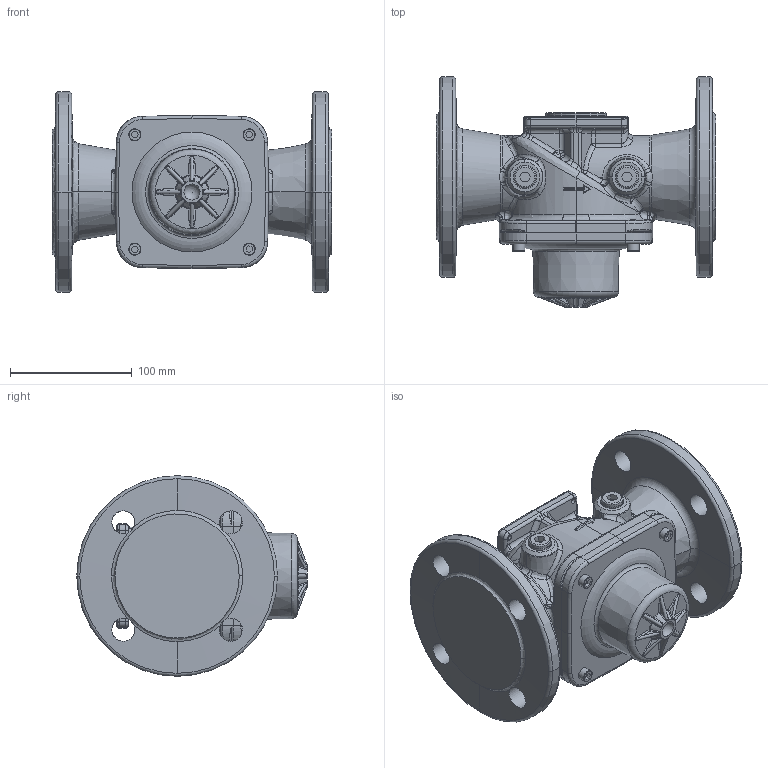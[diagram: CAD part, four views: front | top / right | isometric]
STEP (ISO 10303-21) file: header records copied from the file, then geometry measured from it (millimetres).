
FILE_DESCRIPTION(/* description */ (''),/* implementation_level */ '2;1');
FILE_NAME(/* name */ 'A5W00045707_A.stp',/* time_stamp */ '2018-03-29T08:27:10+02:00',/* author */ (''),/* organization */ (''),/* preprocessor_version */ 'ST-DEVELOPER v16',/* originating_system */ 'SIEMENS PLM Software NX 10.0',/* authorisation */ '');
FILE_SCHEMA (('AUTOMOTIVE_DESIGN { 1 0 10303 214 3 1 1 1 }'));
Products named in the file (1): Gant2318591Cc7zr
Bounding box: 230 x 189.5 x 165 mm (x, y, z)
Volume: 2210558.9 mm3; surface area: 192906.2 mm2
Topology: 1 solids, 5 shells, 850 faces, 2088 edges, 1243 vertices
Faces by surface type: bspline 293, plane 242, cylinder 185, cone 56, torus 52, sphere 22
Full cylindrical faces by diameter (mm): 4.2 x4, 6 x1, 6.5 x1, 9 x4, 10 x4, 13.5 x4, 18 x4, 18.5 x4, 19 x8, 19.5 x4, 30 x1, 50 x1
Entity records: 45448 total; most frequent: CARTESIAN_POINT 28575, ORIENTED_EDGE 3908, DIRECTION 2742, EDGE_CURVE 1954, VERTEX_POINT 1211, AXIS2_PLACEMENT_3D 1124, EDGE_LOOP 979, ADVANCED_FACE 850
